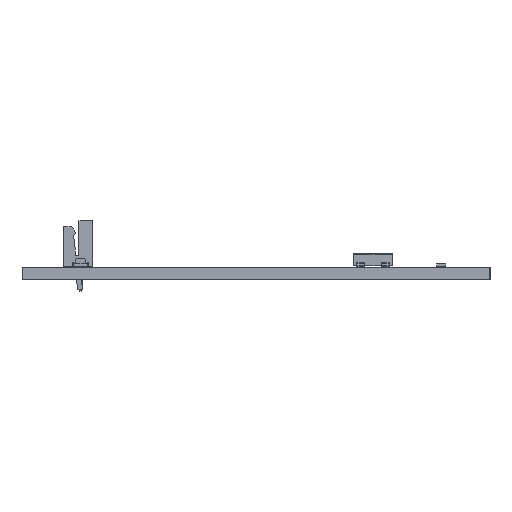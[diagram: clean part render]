
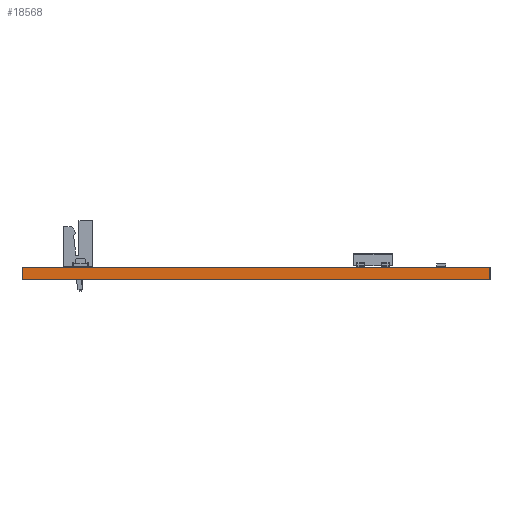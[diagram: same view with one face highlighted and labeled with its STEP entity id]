
A CAD part, left-side view. The second image highlights one B-rep face of the part: STEP entity #18568.
In plain terms, the highlighted planar face has unit normal (-1, 0, 0).
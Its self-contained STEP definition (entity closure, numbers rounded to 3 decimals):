
#18387 = PLANE('',#18388);
#18388 = AXIS2_PLACEMENT_3D('',#18389,#18390,#18391);
#18389 = CARTESIAN_POINT('',(175.26,-114.3,0.));
#18390 = DIRECTION('',(0.,-1.,0.));
#18391 = DIRECTION('',(-1.,0.,0.));
#18412 = VERTEX_POINT('',#18413);
#18413 = CARTESIAN_POINT('',(83.82,-114.3,1.6));
#18427 = PLANE('',#18428);
#18428 = AXIS2_PLACEMENT_3D('',#18429,#18430,#18431);
#18429 = CARTESIAN_POINT('',(129.54,-83.82,1.6));
#18430 = DIRECTION('',(-0.,-0.,-1.));
#18431 = DIRECTION('',(-1.,0.,0.));
#18439 = EDGE_CURVE('',#18440,#18412,#18442,.T.);
#18440 = VERTEX_POINT('',#18441);
#18441 = CARTESIAN_POINT('',(83.82,-114.3,0.));
#18442 = SURFACE_CURVE('',#18443,(#18447,#18454),.PCURVE_S1.);
#18443 = LINE('',#18444,#18445);
#18444 = CARTESIAN_POINT('',(83.82,-114.3,0.));
#18445 = VECTOR('',#18446,1.);
#18446 = DIRECTION('',(0.,0.,1.));
#18447 = PCURVE('',#18387,#18448);
#18448 = DEFINITIONAL_REPRESENTATION('',(#18449),#18453);
#18449 = LINE('',#18450,#18451);
#18450 = CARTESIAN_POINT('',(91.44,0.));
#18451 = VECTOR('',#18452,1.);
#18452 = DIRECTION('',(0.,-1.));
#18453 = ( GEOMETRIC_REPRESENTATION_CONTEXT(2) 
PARAMETRIC_REPRESENTATION_CONTEXT() REPRESENTATION_CONTEXT('2D SPACE',''
  ) );
#18454 = PCURVE('',#18455,#18460);
#18455 = PLANE('',#18456);
#18456 = AXIS2_PLACEMENT_3D('',#18457,#18458,#18459);
#18457 = CARTESIAN_POINT('',(83.82,-114.3,0.));
#18458 = DIRECTION('',(-1.,0.,0.));
#18459 = DIRECTION('',(0.,1.,0.));
#18460 = DEFINITIONAL_REPRESENTATION('',(#18461),#18465);
#18461 = LINE('',#18462,#18463);
#18462 = CARTESIAN_POINT('',(0.,0.));
#18463 = VECTOR('',#18464,1.);
#18464 = DIRECTION('',(0.,-1.));
#18465 = ( GEOMETRIC_REPRESENTATION_CONTEXT(2) 
PARAMETRIC_REPRESENTATION_CONTEXT() REPRESENTATION_CONTEXT('2D SPACE',''
  ) );
#18481 = PLANE('',#18482);
#18482 = AXIS2_PLACEMENT_3D('',#18483,#18484,#18485);
#18483 = CARTESIAN_POINT('',(129.54,-83.82,0.));
#18484 = DIRECTION('',(-0.,-0.,-1.));
#18485 = DIRECTION('',(-1.,0.,0.));
#18514 = PLANE('',#18515);
#18515 = AXIS2_PLACEMENT_3D('',#18516,#18517,#18518);
#18516 = CARTESIAN_POINT('',(83.82,-53.34,0.));
#18517 = DIRECTION('',(0.,1.,0.));
#18518 = DIRECTION('',(1.,0.,0.));
#18568 = ADVANCED_FACE('',(#18569),#18455,.T.);
#18569 = FACE_BOUND('',#18570,.T.);
#18570 = EDGE_LOOP('',(#18571,#18572,#18595,#18618));
#18571 = ORIENTED_EDGE('',*,*,#18439,.T.);
#18572 = ORIENTED_EDGE('',*,*,#18573,.T.);
#18573 = EDGE_CURVE('',#18412,#18574,#18576,.T.);
#18574 = VERTEX_POINT('',#18575);
#18575 = CARTESIAN_POINT('',(83.82,-53.34,1.6));
#18576 = SURFACE_CURVE('',#18577,(#18581,#18588),.PCURVE_S1.);
#18577 = LINE('',#18578,#18579);
#18578 = CARTESIAN_POINT('',(83.82,-114.3,1.6));
#18579 = VECTOR('',#18580,1.);
#18580 = DIRECTION('',(0.,1.,0.));
#18581 = PCURVE('',#18455,#18582);
#18582 = DEFINITIONAL_REPRESENTATION('',(#18583),#18587);
#18583 = LINE('',#18584,#18585);
#18584 = CARTESIAN_POINT('',(0.,-1.6));
#18585 = VECTOR('',#18586,1.);
#18586 = DIRECTION('',(1.,0.));
#18587 = ( GEOMETRIC_REPRESENTATION_CONTEXT(2) 
PARAMETRIC_REPRESENTATION_CONTEXT() REPRESENTATION_CONTEXT('2D SPACE',''
  ) );
#18588 = PCURVE('',#18427,#18589);
#18589 = DEFINITIONAL_REPRESENTATION('',(#18590),#18594);
#18590 = LINE('',#18591,#18592);
#18591 = CARTESIAN_POINT('',(45.72,-30.48));
#18592 = VECTOR('',#18593,1.);
#18593 = DIRECTION('',(0.,1.));
#18594 = ( GEOMETRIC_REPRESENTATION_CONTEXT(2) 
PARAMETRIC_REPRESENTATION_CONTEXT() REPRESENTATION_CONTEXT('2D SPACE',''
  ) );
#18595 = ORIENTED_EDGE('',*,*,#18596,.F.);
#18596 = EDGE_CURVE('',#18597,#18574,#18599,.T.);
#18597 = VERTEX_POINT('',#18598);
#18598 = CARTESIAN_POINT('',(83.82,-53.34,0.));
#18599 = SURFACE_CURVE('',#18600,(#18604,#18611),.PCURVE_S1.);
#18600 = LINE('',#18601,#18602);
#18601 = CARTESIAN_POINT('',(83.82,-53.34,0.));
#18602 = VECTOR('',#18603,1.);
#18603 = DIRECTION('',(0.,0.,1.));
#18604 = PCURVE('',#18455,#18605);
#18605 = DEFINITIONAL_REPRESENTATION('',(#18606),#18610);
#18606 = LINE('',#18607,#18608);
#18607 = CARTESIAN_POINT('',(60.96,0.));
#18608 = VECTOR('',#18609,1.);
#18609 = DIRECTION('',(0.,-1.));
#18610 = ( GEOMETRIC_REPRESENTATION_CONTEXT(2) 
PARAMETRIC_REPRESENTATION_CONTEXT() REPRESENTATION_CONTEXT('2D SPACE',''
  ) );
#18611 = PCURVE('',#18514,#18612);
#18612 = DEFINITIONAL_REPRESENTATION('',(#18613),#18617);
#18613 = LINE('',#18614,#18615);
#18614 = CARTESIAN_POINT('',(0.,0.));
#18615 = VECTOR('',#18616,1.);
#18616 = DIRECTION('',(0.,-1.));
#18617 = ( GEOMETRIC_REPRESENTATION_CONTEXT(2) 
PARAMETRIC_REPRESENTATION_CONTEXT() REPRESENTATION_CONTEXT('2D SPACE',''
  ) );
#18618 = ORIENTED_EDGE('',*,*,#18619,.F.);
#18619 = EDGE_CURVE('',#18440,#18597,#18620,.T.);
#18620 = SURFACE_CURVE('',#18621,(#18625,#18632),.PCURVE_S1.);
#18621 = LINE('',#18622,#18623);
#18622 = CARTESIAN_POINT('',(83.82,-114.3,0.));
#18623 = VECTOR('',#18624,1.);
#18624 = DIRECTION('',(0.,1.,0.));
#18625 = PCURVE('',#18455,#18626);
#18626 = DEFINITIONAL_REPRESENTATION('',(#18627),#18631);
#18627 = LINE('',#18628,#18629);
#18628 = CARTESIAN_POINT('',(0.,0.));
#18629 = VECTOR('',#18630,1.);
#18630 = DIRECTION('',(1.,0.));
#18631 = ( GEOMETRIC_REPRESENTATION_CONTEXT(2) 
PARAMETRIC_REPRESENTATION_CONTEXT() REPRESENTATION_CONTEXT('2D SPACE',''
  ) );
#18632 = PCURVE('',#18481,#18633);
#18633 = DEFINITIONAL_REPRESENTATION('',(#18634),#18638);
#18634 = LINE('',#18635,#18636);
#18635 = CARTESIAN_POINT('',(45.72,-30.48));
#18636 = VECTOR('',#18637,1.);
#18637 = DIRECTION('',(0.,1.));
#18638 = ( GEOMETRIC_REPRESENTATION_CONTEXT(2) 
PARAMETRIC_REPRESENTATION_CONTEXT() REPRESENTATION_CONTEXT('2D SPACE',''
  ) );
